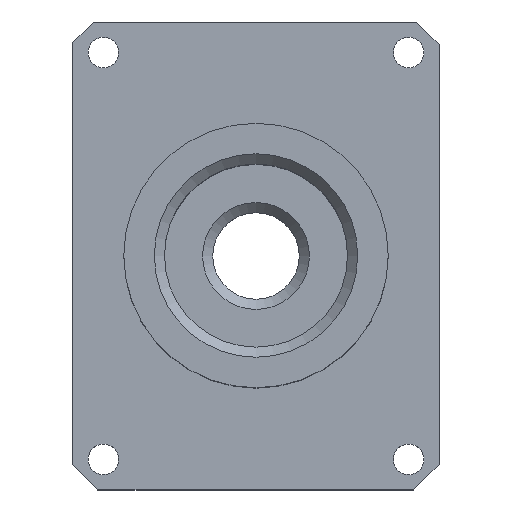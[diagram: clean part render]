
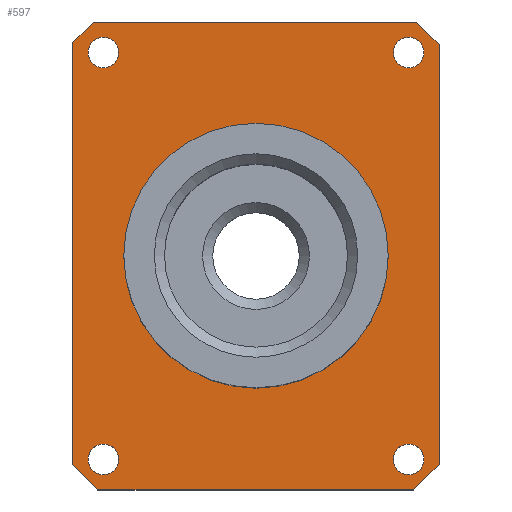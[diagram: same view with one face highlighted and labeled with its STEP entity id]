
A CAD part, top view. The second image highlights one B-rep face of the part: STEP entity #597.
In plain terms, the highlighted planar face has unit normal (0, 0, 1).
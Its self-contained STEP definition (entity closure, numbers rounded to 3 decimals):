
#285 = VERTEX_POINT('',#286);
#286 = CARTESIAN_POINT('',(-16.006,23.,4.));
#292 = EDGE_CURVE('',#285,#293,#295,.T.);
#293 = VERTEX_POINT('',#294);
#294 = CARTESIAN_POINT('',(15.783,23.,4.));
#295 = LINE('',#296,#297);
#296 = CARTESIAN_POINT('',(0.,23.,4.));
#297 = VECTOR('',#298,1.);
#298 = DIRECTION('',(1.,0.,0.));
#316 = VERTEX_POINT('',#317);
#317 = CARTESIAN_POINT('',(18.,20.783,4.));
#323 = EDGE_CURVE('',#316,#293,#324,.T.);
#324 = LINE('',#325,#326);
#325 = CARTESIAN_POINT('',(18.,20.783,4.));
#326 = VECTOR('',#327,1.);
#327 = DIRECTION('',(-0.707,0.707,0.));
#340 = EDGE_CURVE('',#316,#341,#343,.T.);
#341 = VERTEX_POINT('',#342);
#342 = CARTESIAN_POINT('',(18.,-20.498,4.));
#343 = LINE('',#344,#345);
#344 = CARTESIAN_POINT('',(18.,20.783,4.));
#345 = VECTOR('',#346,1.);
#346 = DIRECTION('',(0.,-1.,0.));
#364 = VERTEX_POINT('',#365);
#365 = CARTESIAN_POINT('',(15.498,-23.,4.));
#371 = EDGE_CURVE('',#364,#341,#372,.T.);
#372 = LINE('',#373,#374);
#373 = CARTESIAN_POINT('',(15.498,-23.,4.));
#374 = VECTOR('',#375,1.);
#375 = DIRECTION('',(0.707,0.707,0.));
#388 = EDGE_CURVE('',#364,#389,#391,.T.);
#389 = VERTEX_POINT('',#390);
#390 = CARTESIAN_POINT('',(-15.541,-23.,4.));
#391 = LINE('',#392,#393);
#392 = CARTESIAN_POINT('',(15.498,-23.,4.));
#393 = VECTOR('',#394,1.);
#394 = DIRECTION('',(-1.,0.,0.));
#412 = VERTEX_POINT('',#413);
#413 = CARTESIAN_POINT('',(-18.,-20.541,4.));
#419 = EDGE_CURVE('',#412,#389,#420,.T.);
#420 = LINE('',#421,#422);
#421 = CARTESIAN_POINT('',(-18.,-20.541,4.));
#422 = VECTOR('',#423,1.);
#423 = DIRECTION('',(0.707,-0.707,0.));
#436 = EDGE_CURVE('',#412,#437,#439,.T.);
#437 = VERTEX_POINT('',#438);
#438 = CARTESIAN_POINT('',(-18.,21.006,4.));
#439 = LINE('',#440,#441);
#440 = CARTESIAN_POINT('',(-18.,-20.541,4.));
#441 = VECTOR('',#442,1.);
#442 = DIRECTION('',(0.,1.,0.));
#460 = EDGE_CURVE('',#285,#437,#461,.T.);
#461 = LINE('',#462,#463);
#462 = CARTESIAN_POINT('',(-16.006,23.,4.));
#463 = VECTOR('',#464,1.);
#464 = DIRECTION('',(-0.707,-0.707,0.));
#477 = VERTEX_POINT('',#478);
#478 = CARTESIAN_POINT('',(-13.5,-20.,4.));
#484 = EDGE_CURVE('',#477,#477,#485,.T.);
#485 = CIRCLE('',#486,1.5);
#486 = AXIS2_PLACEMENT_3D('',#487,#488,#489);
#487 = CARTESIAN_POINT('',(-15.,-20.,4.));
#488 = DIRECTION('',(0.,0.,1.));
#489 = DIRECTION('',(1.,0.,0.));
#502 = VERTEX_POINT('',#503);
#503 = CARTESIAN_POINT('',(16.5,-20.,4.));
#509 = EDGE_CURVE('',#502,#502,#510,.T.);
#510 = CIRCLE('',#511,1.5);
#511 = AXIS2_PLACEMENT_3D('',#512,#513,#514);
#512 = CARTESIAN_POINT('',(15.,-20.,4.));
#513 = DIRECTION('',(0.,0.,1.));
#514 = DIRECTION('',(1.,0.,0.));
#527 = VERTEX_POINT('',#528);
#528 = CARTESIAN_POINT('',(16.5,20.,4.));
#534 = EDGE_CURVE('',#527,#527,#535,.T.);
#535 = CIRCLE('',#536,1.5);
#536 = AXIS2_PLACEMENT_3D('',#537,#538,#539);
#537 = CARTESIAN_POINT('',(15.,20.,4.));
#538 = DIRECTION('',(0.,0.,1.));
#539 = DIRECTION('',(1.,0.,0.));
#552 = VERTEX_POINT('',#553);
#553 = CARTESIAN_POINT('',(-13.5,20.,4.));
#559 = EDGE_CURVE('',#552,#552,#560,.T.);
#560 = CIRCLE('',#561,1.5);
#561 = AXIS2_PLACEMENT_3D('',#562,#563,#564);
#562 = CARTESIAN_POINT('',(-15.,20.,4.));
#563 = DIRECTION('',(0.,0.,1.));
#564 = DIRECTION('',(1.,0.,0.));
#597 = ADVANCED_FACE('',(#598,#608,#611,#614,#617,#628),#631,.T.);
#598 = FACE_BOUND('',#599,.T.);
#599 = EDGE_LOOP('',(#600,#601,#602,#603,#604,#605,#606,#607));
#600 = ORIENTED_EDGE('',*,*,#292,.F.);
#601 = ORIENTED_EDGE('',*,*,#460,.T.);
#602 = ORIENTED_EDGE('',*,*,#436,.F.);
#603 = ORIENTED_EDGE('',*,*,#419,.T.);
#604 = ORIENTED_EDGE('',*,*,#388,.F.);
#605 = ORIENTED_EDGE('',*,*,#371,.T.);
#606 = ORIENTED_EDGE('',*,*,#340,.F.);
#607 = ORIENTED_EDGE('',*,*,#323,.T.);
#608 = FACE_BOUND('',#609,.T.);
#609 = EDGE_LOOP('',(#610));
#610 = ORIENTED_EDGE('',*,*,#484,.F.);
#611 = FACE_BOUND('',#612,.T.);
#612 = EDGE_LOOP('',(#613));
#613 = ORIENTED_EDGE('',*,*,#509,.F.);
#614 = FACE_BOUND('',#615,.T.);
#615 = EDGE_LOOP('',(#616));
#616 = ORIENTED_EDGE('',*,*,#559,.F.);
#617 = FACE_BOUND('',#618,.T.);
#618 = EDGE_LOOP('',(#619));
#619 = ORIENTED_EDGE('',*,*,#620,.F.);
#620 = EDGE_CURVE('',#621,#621,#623,.T.);
#621 = VERTEX_POINT('',#622);
#622 = CARTESIAN_POINT('',(13.,0.,4.));
#623 = CIRCLE('',#624,13.);
#624 = AXIS2_PLACEMENT_3D('',#625,#626,#627);
#625 = CARTESIAN_POINT('',(0.,0.,4.));
#626 = DIRECTION('',(0.,0.,1.));
#627 = DIRECTION('',(1.,0.,0.));
#628 = FACE_BOUND('',#629,.T.);
#629 = EDGE_LOOP('',(#630));
#630 = ORIENTED_EDGE('',*,*,#534,.F.);
#631 = PLANE('',#632);
#632 = AXIS2_PLACEMENT_3D('',#633,#634,#635);
#633 = CARTESIAN_POINT('',(-0.014,0.051,4.));
#634 = DIRECTION('',(0.,0.,1.));
#635 = DIRECTION('',(1.,0.,0.));
